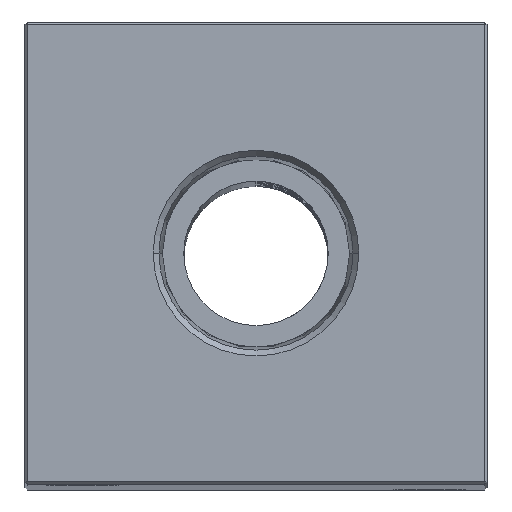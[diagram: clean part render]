
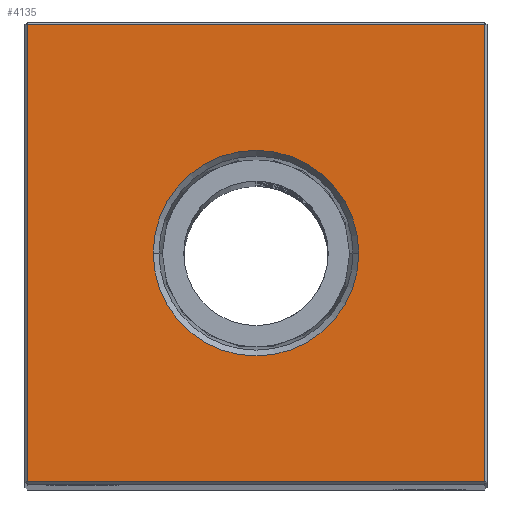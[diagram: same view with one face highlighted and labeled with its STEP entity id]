
A CAD part, top view. The second image highlights one B-rep face of the part: STEP entity #4135.
In plain terms, the highlighted planar face has unit normal (0, 0, 1).
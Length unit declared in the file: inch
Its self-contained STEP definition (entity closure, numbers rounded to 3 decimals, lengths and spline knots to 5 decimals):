
#455 = VECTOR ( 'NONE', #11280, 39.37008 ) ;
#645 = CARTESIAN_POINT ( 'NONE',  ( -0.99, 0., 14.25 ) ) ;
#1193 = FACE_BOUND ( 'NONE', #9740, .T. ) ;
#1500 = CARTESIAN_POINT ( 'NONE',  ( 0.44487, 0., 14.25 ) ) ;
#1542 = DIRECTION ( 'NONE',  ( -1., 0., 0. ) ) ;
#1732 = VERTEX_POINT ( 'NONE', #26401 ) ;
#2344 = LINE ( 'NONE', #13042, #33885 ) ;
#3773 = AXIS2_PLACEMENT_3D ( 'NONE', #14848, #25561, #1542 ) ;
#4135 = ADVANCED_FACE ( 'NONE', ( #25237, #1193 ), #11849, .F. ) ;
#4758 = CIRCLE ( 'NONE', #24424, 0.44487 ) ;
#4809 = LINE ( 'NONE', #15524, #29463 ) ;
#6128 = CARTESIAN_POINT ( 'NONE',  ( 0., 0., 14.25 ) ) ;
#6269 = CARTESIAN_POINT ( 'NONE',  ( 0.99, -0.99, 14.25 ) ) ;
#6925 = AXIS2_PLACEMENT_3D ( 'NONE', #6128, #16846, #27524 ) ;
#7716 = DIRECTION ( 'NONE',  ( 0., 0., 1. ) ) ;
#8344 = ORIENTED_EDGE ( 'NONE', *, *, #14748, .T. ) ;
#8806 = ORIENTED_EDGE ( 'NONE', *, *, #14551, .T. ) ;
#9215 = VERTEX_POINT ( 'NONE', #32944 ) ;
#9740 = EDGE_LOOP ( 'NONE', ( #25377, #25515 ) ) ;
#11280 = DIRECTION ( 'NONE',  ( 0., -1., 0. ) ) ;
#11334 = LINE ( 'NONE', #22096, #11609 ) ;
#11609 = VECTOR ( 'NONE', #32595, 39.37008 ) ;
#11849 = PLANE ( 'NONE',  #3773 ) ;
#12413 = EDGE_CURVE ( 'NONE', #15457, #26495, #22120, .T. ) ;
#12583 = CARTESIAN_POINT ( 'NONE',  ( -0.99, 0.99, 14.25 ) ) ;
#12648 = ORIENTED_EDGE ( 'NONE', *, *, #13839, .T. ) ;
#13042 = CARTESIAN_POINT ( 'NONE',  ( 0.99, 0., 14.25 ) ) ;
#13496 = EDGE_CURVE ( 'NONE', #9215, #23155, #11334, .T. ) ;
#13839 = EDGE_CURVE ( 'NONE', #17327, #9215, #2344, .T. ) ;
#14551 = EDGE_CURVE ( 'NONE', #1732, #17327, #4809, .T. ) ;
#14748 = EDGE_CURVE ( 'NONE', #23155, #1732, #24671, .T. ) ;
#14848 = CARTESIAN_POINT ( 'NONE',  ( 0., 0., 14.25 ) ) ;
#15152 = EDGE_LOOP ( 'NONE', ( #8344, #8806, #12648, #22468 ) ) ;
#15457 = VERTEX_POINT ( 'NONE', #1500 ) ;
#15524 = CARTESIAN_POINT ( 'NONE',  ( 0., -0.99, 14.25 ) ) ;
#16846 = DIRECTION ( 'NONE',  ( 0., 0., 1. ) ) ;
#17327 = VERTEX_POINT ( 'NONE', #6269 ) ;
#18466 = DIRECTION ( 'NONE',  ( 1., 0., 0. ) ) ;
#20844 = EDGE_CURVE ( 'NONE', #26495, #15457, #4758, .T. ) ;
#22096 = CARTESIAN_POINT ( 'NONE',  ( 0., 0.99, 14.25 ) ) ;
#22120 = CIRCLE ( 'NONE', #6925, 0.44487 ) ;
#22468 = ORIENTED_EDGE ( 'NONE', *, *, #13496, .T. ) ;
#23155 = VERTEX_POINT ( 'NONE', #12583 ) ;
#23780 = DIRECTION ( 'NONE',  ( 0., 1., 0. ) ) ;
#24424 = AXIS2_PLACEMENT_3D ( 'NONE', #31626, #7716, #18466 ) ;
#24671 = LINE ( 'NONE', #645, #455 ) ;
#25237 = FACE_OUTER_BOUND ( 'NONE', #15152, .T. ) ;
#25377 = ORIENTED_EDGE ( 'NONE', *, *, #12413, .F. ) ;
#25515 = ORIENTED_EDGE ( 'NONE', *, *, #20844, .F. ) ;
#25561 = DIRECTION ( 'NONE',  ( 0., 0., -1. ) ) ;
#26232 = DIRECTION ( 'NONE',  ( 1., 0., 0. ) ) ;
#26401 = CARTESIAN_POINT ( 'NONE',  ( -0.99, -0.99, 14.25 ) ) ;
#26495 = VERTEX_POINT ( 'NONE', #31880 ) ;
#27524 = DIRECTION ( 'NONE',  ( 1., 0., 0. ) ) ;
#29463 = VECTOR ( 'NONE', #26232, 39.37008 ) ;
#31626 = CARTESIAN_POINT ( 'NONE',  ( 0., 0., 14.25 ) ) ;
#31880 = CARTESIAN_POINT ( 'NONE',  ( -0.44487, 0., 14.25 ) ) ;
#32595 = DIRECTION ( 'NONE',  ( -1., 0., 0. ) ) ;
#32944 = CARTESIAN_POINT ( 'NONE',  ( 0.99, 0.99, 14.25 ) ) ;
#33885 = VECTOR ( 'NONE', #23780, 39.37008 ) ;
